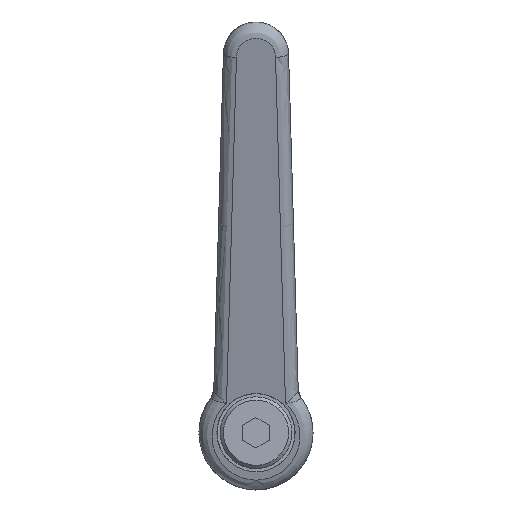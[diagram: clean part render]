
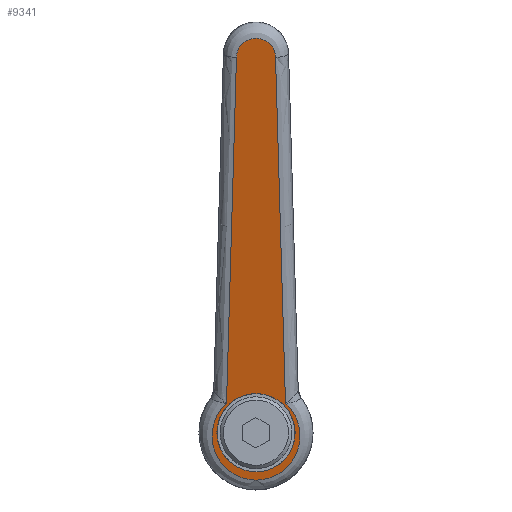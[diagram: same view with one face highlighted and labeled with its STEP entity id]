
A CAD part, top view. The second image highlights one B-rep face of the part: STEP entity #9341.
In plain terms, the highlighted free-form (B-spline) face has degree [1, 1] with [2, 2] control points.
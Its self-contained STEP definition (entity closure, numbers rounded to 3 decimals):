
#1877=CARTESIAN_POINT('',(4.424,4.054,30.087));
#1878=VERTEX_POINT('',#1877);
#1884=CARTESIAN_POINT('',(-6.,0.0,27.327));
#1885=VERTEX_POINT('',#1884);
#1886=CARTESIAN_POINT('',(4.424,4.054,30.087));
#1887=CARTESIAN_POINT('',(2.64,6.,29.615));
#1888=CARTESIAN_POINT('',(0.,6.0,28.916));
#1889=CARTESIAN_POINT('',(-6.,6.0,27.327));
#1890=CARTESIAN_POINT('',(-6.,0.0,27.327));
#1898=(BOUNDED_CURVE()B_SPLINE_CURVE(2,(#1886,#1887,#1888,#1889,#1890),.UNSPECIFIED.,.F.,.U.)B_SPLINE_CURVE_WITH_KNOTS((3,2,3),(0.618,0.75,1.0),.UNSPECIFIED.)CURVE()GEOMETRIC_REPRESENTATION_ITEM()RATIONAL_B_SPLINE_CURVE((0.854,0.846,1.0,0.707,1.0))REPRESENTATION_ITEM(''));
#1899=EDGE_CURVE('',#1878,#1885,#1898,.T.);
#1901=CARTESIAN_POINT('',(4.3,-4.185,30.054));
#1902=VERTEX_POINT('',#1901);
#1903=CARTESIAN_POINT('',(-6.,0.0,27.327));
#1904=CARTESIAN_POINT('',(-6.,-6.,27.327));
#1905=CARTESIAN_POINT('',(0.,-6.,28.916));
#1906=CARTESIAN_POINT('',(2.533,-6.,29.586));
#1907=CARTESIAN_POINT('',(4.3,-4.185,30.054));
#1915=(BOUNDED_CURVE()B_SPLINE_CURVE(2,(#1903,#1904,#1905,#1906,#1907),.UNSPECIFIED.,.F.,.U.)B_SPLINE_CURVE_WITH_KNOTS((3,2,3),(0.0,0.25,0.377),.UNSPECIFIED.)CURVE()GEOMETRIC_REPRESENTATION_ITEM()RATIONAL_B_SPLINE_CURVE((1.0,0.707,1.0,0.851,0.854))REPRESENTATION_ITEM(''));
#1916=EDGE_CURVE('',#1885,#1902,#1915,.T.);
#1953=CARTESIAN_POINT('',(6.,0.,30.504));
#1954=VERTEX_POINT('',#1953);
#1955=CARTESIAN_POINT('',(4.3,-4.185,30.054));
#1956=CARTESIAN_POINT('',(6.,-2.438,30.504));
#1957=CARTESIAN_POINT('',(6.,0.,30.504));
#1965=(BOUNDED_CURVE()B_SPLINE_CURVE(2,(#1955,#1956,#1957),.UNSPECIFIED.,.F.,.U.)B_SPLINE_CURVE_WITH_KNOTS((3,3),(0.377,0.5),.UNSPECIFIED.)CURVE()GEOMETRIC_REPRESENTATION_ITEM()RATIONAL_B_SPLINE_CURVE((0.854,0.856,1.0))REPRESENTATION_ITEM(''));
#1966=EDGE_CURVE('',#1902,#1954,#1965,.T.);
#1968=CARTESIAN_POINT('',(6.,0.,30.504));
#1969=CARTESIAN_POINT('',(6.,2.333,30.504));
#1970=CARTESIAN_POINT('',(4.424,4.054,30.087));
#1978=(BOUNDED_CURVE()B_SPLINE_CURVE(2,(#1968,#1969,#1970),.UNSPECIFIED.,.F.,.U.)B_SPLINE_CURVE_WITH_KNOTS((3,3),(0.5,0.618),.UNSPECIFIED.)CURVE()GEOMETRIC_REPRESENTATION_ITEM()RATIONAL_B_SPLINE_CURVE((1.0,0.861,0.854))REPRESENTATION_ITEM(''));
#1979=EDGE_CURVE('',#1954,#1878,#1978,.T.);
#6350=CARTESIAN_POINT('',(4.498,4.524,30.107));
#6351=VERTEX_POINT('',#6350);
#6594=CARTESIAN_POINT('',(4.498,-4.524,30.107));
#6595=VERTEX_POINT('',#6594);
#6707=CARTESIAN_POINT('',(57.574,-2.999,44.162));
#6708=VERTEX_POINT('',#6707);
#6709=CARTESIAN_POINT('',(4.498,-4.524,30.107));
#6710=CARTESIAN_POINT('',(57.574,-2.999,44.162));
#6711=QUASI_UNIFORM_CURVE('',1,(#6709,#6710),.UNSPECIFIED.,.F.,.U.);
#6712=EDGE_CURVE('',#6595,#6708,#6711,.T.);
#8222=CARTESIAN_POINT('',(4.498,4.524,30.107));
#8223=CARTESIAN_POINT('',(1.391,7.964,29.284));
#8224=CARTESIAN_POINT('',(-2.935,6.3,28.138));
#8225=CARTESIAN_POINT('',(-7.262,4.636,26.993));
#8226=CARTESIAN_POINT('',(-7.262,0.,26.993));
#8227=CARTESIAN_POINT('',(-7.262,-4.636,26.993));
#8228=CARTESIAN_POINT('',(-2.935,-6.3,28.138));
#8229=CARTESIAN_POINT('',(1.391,-7.964,29.284));
#8230=CARTESIAN_POINT('',(4.498,-4.524,30.107));
#8238=(BOUNDED_CURVE()B_SPLINE_CURVE(2,(#8222,#8223,#8224,#8225,#8226,#8227,#8228,#8229,#8230),.UNSPECIFIED.,.F.,.U.)B_SPLINE_CURVE_WITH_KNOTS((3,2,2,2,3),(0.0,0.25,0.5,0.75,1.0),.UNSPECIFIED.)CURVE()GEOMETRIC_REPRESENTATION_ITEM()RATIONAL_B_SPLINE_CURVE((1.0,0.824,1.0,0.824,1.0,0.824,1.0,0.824,1.0))REPRESENTATION_ITEM(''));
#8239=EDGE_CURVE('',#6351,#6595,#8238,.T.);
#8998=CARTESIAN_POINT('',(57.574,2.999,44.162));
#8999=VERTEX_POINT('',#8998);
#9012=CARTESIAN_POINT('',(57.574,-2.999,44.162));
#9013=CARTESIAN_POINT('',(60.488,-2.915,44.933));
#9014=CARTESIAN_POINT('',(60.488,0.,44.933));
#9015=CARTESIAN_POINT('',(60.488,2.915,44.933));
#9016=CARTESIAN_POINT('',(57.574,2.999,44.162));
#9024=(BOUNDED_CURVE()B_SPLINE_CURVE(2,(#9012,#9013,#9014,#9015,#9016),.UNSPECIFIED.,.F.,.U.)B_SPLINE_CURVE_WITH_KNOTS((3,2,3),(0.0,0.5,1.0),.UNSPECIFIED.)CURVE()GEOMETRIC_REPRESENTATION_ITEM()RATIONAL_B_SPLINE_CURVE((1.0,0.717,1.0,0.717,1.0))REPRESENTATION_ITEM(''));
#9025=EDGE_CURVE('',#6708,#8999,#9024,.T.);
#9066=CARTESIAN_POINT('',(57.574,2.999,44.162));
#9067=CARTESIAN_POINT('',(4.498,4.524,30.107));
#9068=QUASI_UNIFORM_CURVE('',1,(#9066,#9067),.UNSPECIFIED.,.F.,.U.);
#9069=EDGE_CURVE('',#8999,#6351,#9068,.T.);
#9324=CARTESIAN_POINT('',(63.872,-7.419,45.83));
#9325=CARTESIAN_POINT('',(-10.646,-7.419,26.096));
#9326=CARTESIAN_POINT('',(63.872,7.419,45.83));
#9327=CARTESIAN_POINT('',(-10.646,7.419,26.096));
#9328=B_SPLINE_SURFACE_WITH_KNOTS('',1,1,((#9324,#9326),(#9325,#9327)),.UNSPECIFIED.,.F.,.F.,.U.,(2,2),(2,2),(0.0,77.087),(0.0,14.837),.UNSPECIFIED.);
#9329=ORIENTED_EDGE('',*,*,#8239,.T.);
#9330=ORIENTED_EDGE('',*,*,#6712,.T.);
#9331=ORIENTED_EDGE('',*,*,#9025,.T.);
#9332=ORIENTED_EDGE('',*,*,#9069,.T.);
#9333=EDGE_LOOP('',(#9329,#9330,#9331,#9332));
#9334=FACE_OUTER_BOUND('',#9333,.T.);
#9335=ORIENTED_EDGE('',*,*,#1979,.F.);
#9336=ORIENTED_EDGE('',*,*,#1966,.F.);
#9337=ORIENTED_EDGE('',*,*,#1916,.F.);
#9338=ORIENTED_EDGE('',*,*,#1899,.F.);
#9339=EDGE_LOOP('',(#9335,#9336,#9337,#9338));
#9340=FACE_BOUND('',#9339,.T.);
#9341=ADVANCED_FACE('',(#9334,#9340),#9328,.F.);
